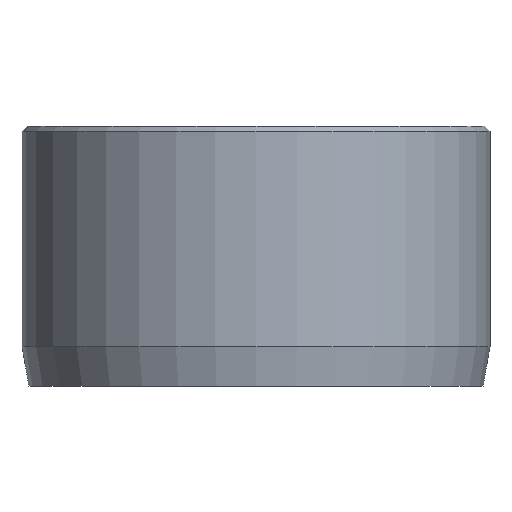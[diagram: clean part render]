
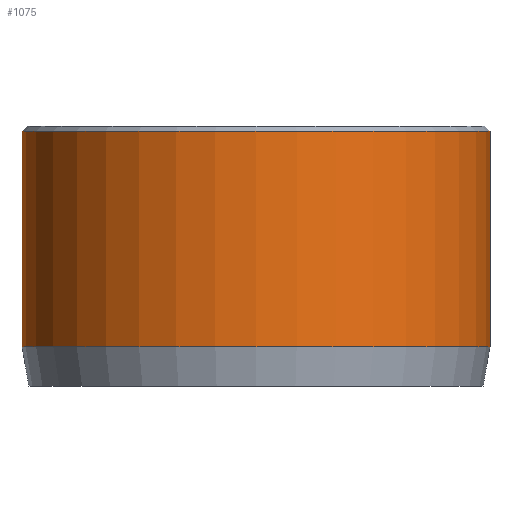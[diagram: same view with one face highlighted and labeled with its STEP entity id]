
A CAD part, front view. The second image highlights one B-rep face of the part: STEP entity #1075.
In plain terms, the highlighted cylindrical face has radius 9 mm (diameter 18 mm), a partial arc.
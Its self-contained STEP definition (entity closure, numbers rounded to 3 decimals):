
#61 = AXIS2_PLACEMENT_3D ( 'NONE', #1209, #365, #1117 ) ;
#74 = CARTESIAN_POINT ( 'NONE',  ( 9., 0., 1.5 ) ) ;
#83 = FACE_OUTER_BOUND ( 'NONE', #295, .T. ) ;
#120 = DIRECTION ( 'NONE',  ( 1., 0., 0. ) ) ;
#127 = VERTEX_POINT ( 'NONE', #74 ) ;
#173 = CIRCLE ( 'NONE', #1156, 9. ) ;
#204 = DIRECTION ( 'NONE',  ( 0., 0., -1. ) ) ;
#221 = CARTESIAN_POINT ( 'NONE',  ( 0., 0., 9.8 ) ) ;
#234 = EDGE_CURVE ( 'NONE', #963, #1010, #1165, .T. ) ;
#262 = EDGE_CURVE ( 'NONE', #1010, #427, #1083, .T. ) ;
#295 = EDGE_LOOP ( 'NONE', ( #896, #918, #1129, #689 ) ) ;
#308 = DIRECTION ( 'NONE',  ( 0., 0., -1. ) ) ;
#365 = DIRECTION ( 'NONE',  ( 0., 0., -1. ) ) ;
#427 = VERTEX_POINT ( 'NONE', #1137 ) ;
#450 = CARTESIAN_POINT ( 'NONE',  ( 9., 0., 9.8 ) ) ;
#507 = EDGE_CURVE ( 'NONE', #427, #127, #173, .T. ) ;
#555 = DIRECTION ( 'NONE',  ( 0., 0., 1. ) ) ;
#579 = CYLINDRICAL_SURFACE ( 'NONE', #61, 9. ) ;
#689 = ORIENTED_EDGE ( 'NONE', *, *, #507, .T. ) ;
#791 = VECTOR ( 'NONE', #1157, 1000. ) ;
#830 = CARTESIAN_POINT ( 'NONE',  ( -9., 0., 9.8 ) ) ;
#896 = ORIENTED_EDGE ( 'NONE', *, *, #1227, .F. ) ;
#918 = ORIENTED_EDGE ( 'NONE', *, *, #234, .T. ) ;
#926 = VECTOR ( 'NONE', #204, 1000. ) ;
#963 = VERTEX_POINT ( 'NONE', #450 ) ;
#966 = CARTESIAN_POINT ( 'NONE',  ( 9., 0., 10. ) ) ;
#984 = LINE ( 'NONE', #966, #926 ) ;
#1010 = VERTEX_POINT ( 'NONE', #830 ) ;
#1075 = ADVANCED_FACE ( 'NONE', ( #83 ), #579, .T. ) ;
#1083 = LINE ( 'NONE', #1174, #791 ) ;
#1101 = CARTESIAN_POINT ( 'NONE',  ( 0., 0., 1.5 ) ) ;
#1117 = DIRECTION ( 'NONE',  ( -1., 0., 0. ) ) ;
#1118 = AXIS2_PLACEMENT_3D ( 'NONE', #221, #308, #120 ) ;
#1129 = ORIENTED_EDGE ( 'NONE', *, *, #262, .T. ) ;
#1137 = CARTESIAN_POINT ( 'NONE',  ( -9., 0., 1.5 ) ) ;
#1156 = AXIS2_PLACEMENT_3D ( 'NONE', #1101, #555, #1189 ) ;
#1157 = DIRECTION ( 'NONE',  ( 0., 0., -1. ) ) ;
#1165 = CIRCLE ( 'NONE', #1118, 9. ) ;
#1174 = CARTESIAN_POINT ( 'NONE',  ( -9., 0., 10. ) ) ;
#1189 = DIRECTION ( 'NONE',  ( 1., 0., 0. ) ) ;
#1209 = CARTESIAN_POINT ( 'NONE',  ( 0., 0., 10. ) ) ;
#1227 = EDGE_CURVE ( 'NONE', #963, #127, #984, .T. ) ;
